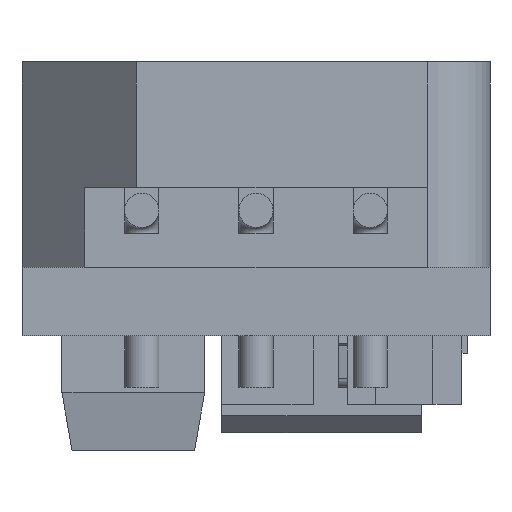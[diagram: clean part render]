
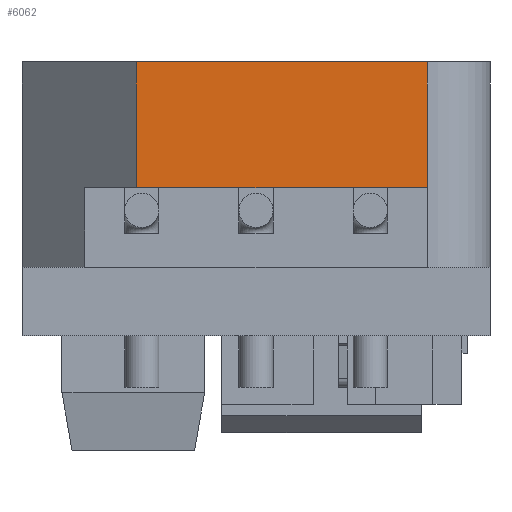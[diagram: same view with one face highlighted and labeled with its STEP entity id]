
A CAD part, front view. The second image highlights one B-rep face of the part: STEP entity #6062.
In plain terms, the highlighted planar face has unit normal (0, -1, 0).
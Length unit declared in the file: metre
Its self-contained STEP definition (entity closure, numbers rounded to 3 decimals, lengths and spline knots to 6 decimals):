
#997=ORIENTED_EDGE('',*,*,#2289,.T.);
#998=ORIENTED_EDGE('',*,*,#2304,.F.);
#999=ORIENTED_EDGE('',*,*,#2299,.F.);
#1000=ORIENTED_EDGE('',*,*,#2305,.T.);
#2289=EDGE_CURVE('',#3011,#3010,#3627,.T.);
#2299=EDGE_CURVE('',#3020,#3021,#3637,.T.);
#2304=EDGE_CURVE('',#3021,#3010,#3641,.T.);
#2305=EDGE_CURVE('',#3020,#3011,#3642,.T.);
#3010=VERTEX_POINT('',#9845);
#3011=VERTEX_POINT('',#9847);
#3020=VERTEX_POINT('',#9866);
#3021=VERTEX_POINT('',#9868);
#3627=LINE('',#9846,#4363);
#3637=LINE('',#9867,#4373);
#3641=LINE('',#9876,#4377);
#3642=LINE('',#9878,#4378);
#4363=VECTOR('',#8063,1.);
#4373=VECTOR('',#8075,1.);
#4377=VECTOR('',#8085,1.);
#4378=VECTOR('',#8088,1.);
#4973=EDGE_LOOP('',(#997,#998,#999,#1000));
#5363=FACE_BOUND('',#4973,.T.);
#5707=PLANE('',#7006);
#6062=ADVANCED_FACE('',(#5363),#5707,.F.);
#7006=AXIS2_PLACEMENT_3D('',#9877,#8086,#8087);
#8063=DIRECTION('',(1.,0.,0.));
#8075=DIRECTION('',(1.,0.,0.));
#8085=DIRECTION('',(0.,0.,-1.));
#8086=DIRECTION('',(0.,1.,0.));
#8087=DIRECTION('',(0.,0.,1.));
#8088=DIRECTION('',(0.,0.,-1.));
#9845=CARTESIAN_POINT('',(0.00381,0.004064,-0.00127));
#9846=CARTESIAN_POINT('',(0.00381,0.004064,-0.00127));
#9847=CARTESIAN_POINT('',(-0.002667,0.004064,-0.00127));
#9866=CARTESIAN_POINT('',(-0.002667,0.004064,0.003302));
#9867=CARTESIAN_POINT('',(0.00381,0.004064,0.003302));
#9868=CARTESIAN_POINT('',(0.00381,0.004064,0.003302));
#9876=CARTESIAN_POINT('',(0.00381,0.004064,0.003302));
#9877=CARTESIAN_POINT('',(0.00381,0.004064,0.003302));
#9878=CARTESIAN_POINT('',(-0.002667,0.004064,0.003302));
